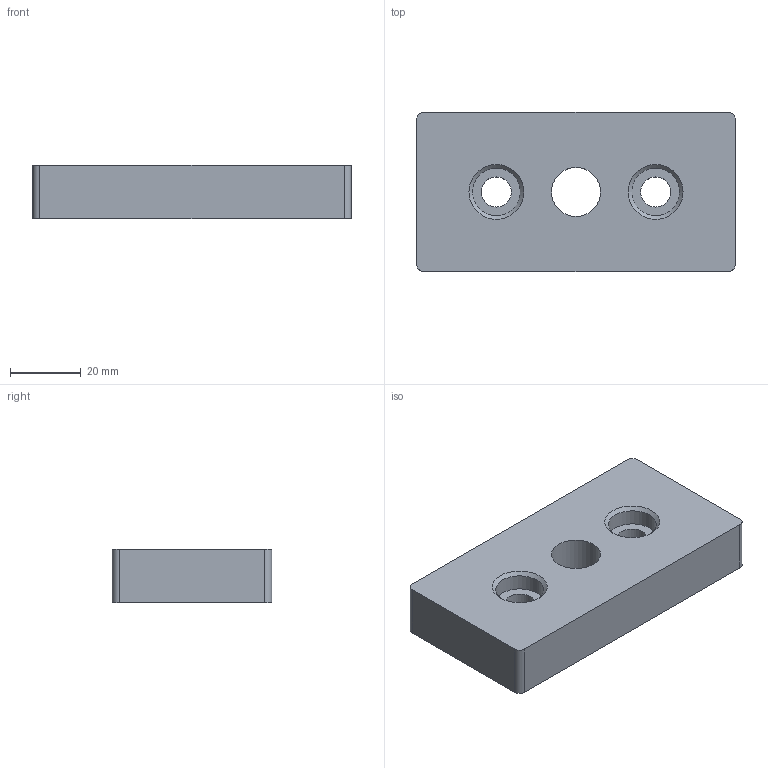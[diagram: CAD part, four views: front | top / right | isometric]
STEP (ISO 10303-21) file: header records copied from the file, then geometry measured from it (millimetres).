
FILE_DESCRIPTION(/* description */ ('PIASTRA FISS. PIEDI M12 45X90'),/* implementation_level */ '2;1');
FILE_NAME(/* name */ 'DPSXX0000553.stp',/* time_stamp */ '2018-11-09T11:38:37+01:00',/* author */ ('fzagni'),/* organization */ (''),/* preprocessor_version */ 'ST-DEVELOPER v16.1',/* originating_system */ 'Autodesk Inventor 2016',/* authorisation */ '');
FILE_SCHEMA (('AUTOMOTIVE_DESIGN { 1 0 10303 214 3 1 1 }'));
Length unit declared in the file: millimetre
Products named in the file (1): 440000003498
Bounding box: 90 x 45 x 15 mm (x, y, z)
Volume: 55746.3 mm3; surface area: 13142.8 mm2
Topology: 1 solids, 1 shells, 19 faces, 44 edges, 29 vertices
Faces by surface type: cylinder 9, plane 8, cone 2
Full cylindrical faces by diameter (mm): 8.5 x2, 13.5 x2, 13.835 x1
Entity records: 549 total; most frequent: DIRECTION 96, CARTESIAN_POINT 84, ORIENTED_EDGE 72, AXIS2_PLACEMENT_3D 40, EDGE_CURVE 36, EDGE_LOOP 34, VERTEX_POINT 28, CIRCLE 20
